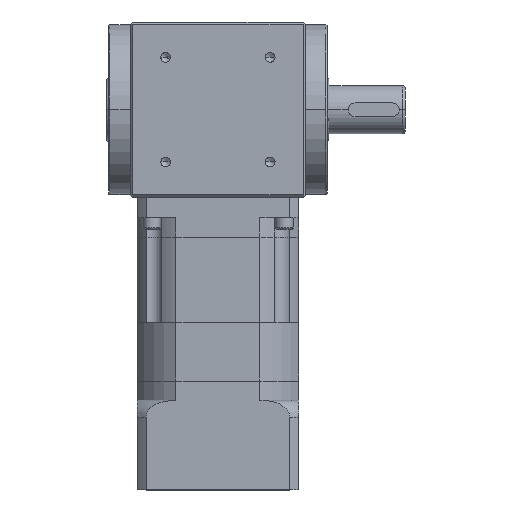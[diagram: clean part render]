
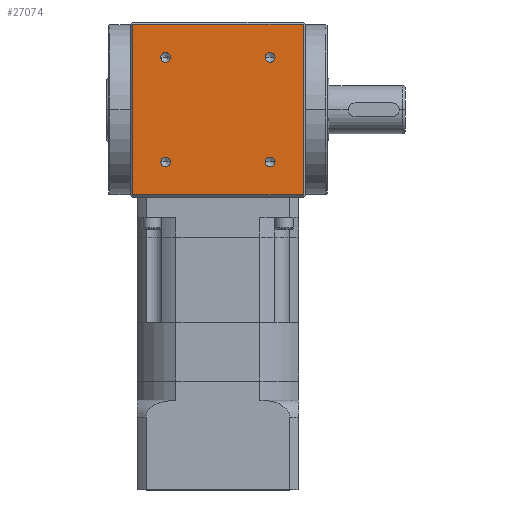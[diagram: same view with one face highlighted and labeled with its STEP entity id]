
A CAD part, top view. The second image highlights one B-rep face of the part: STEP entity #27074.
In plain terms, the highlighted planar face has unit normal (0, 0, 1).
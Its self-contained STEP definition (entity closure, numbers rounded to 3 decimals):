
#46 = EDGE_LOOP ( 'NONE', ( #8857, #5979, #20221, #14096 ) ) ;
#148 = EDGE_LOOP ( 'NONE', ( #10038, #20780 ) ) ;
#769 = LINE ( 'NONE', #17864, #22988 ) ;
#1024 = VERTEX_POINT ( 'NONE', #14232 ) ;
#1108 = CARTESIAN_POINT ( 'NONE',  ( -45.962, 231.788, 77. ) ) ;
#1291 = EDGE_CURVE ( 'NONE', #22356, #9317, #12604, .T. ) ;
#1508 = PLANE ( 'NONE',  #16233 ) ;
#1552 = EDGE_CURVE ( 'NONE', #3921, #6269, #5403, .T. ) ;
#1594 = DIRECTION ( 'NONE',  ( 0., 0., -1. ) ) ;
#2218 = CIRCLE ( 'NONE', #22832, 4.25 ) ;
#2499 = EDGE_CURVE ( 'NONE', #8209, #1024, #10908, .T. ) ;
#2741 = CARTESIAN_POINT ( 'NONE',  ( 45.962, 231.788, 77. ) ) ;
#3327 = FACE_BOUND ( 'NONE', #7707, .T. ) ;
#3372 = AXIS2_PLACEMENT_3D ( 'NONE', #24056, #11526, #26172 ) ;
#3789 = CIRCLE ( 'NONE', #3372, 4.25 ) ;
#3921 = VERTEX_POINT ( 'NONE', #8855 ) ;
#4597 = EDGE_CURVE ( 'NONE', #6269, #3921, #2218, .T. ) ;
#4829 = DIRECTION ( 'NONE',  ( 0., 0., 1. ) ) ;
#5375 = DIRECTION ( 'NONE',  ( 0., -1., 0. ) ) ;
#5403 = CIRCLE ( 'NONE', #20812, 4.25 ) ;
#5582 = VERTEX_POINT ( 'NONE', #20291 ) ;
#5597 = CARTESIAN_POINT ( 'NONE',  ( 74.872, 207., 77. ) ) ;
#5621 = VERTEX_POINT ( 'NONE', #14192 ) ;
#5916 = DIRECTION ( 'NONE',  ( 0., 0., 1. ) ) ;
#5979 = ORIENTED_EDGE ( 'NONE', *, *, #25263, .F. ) ;
#6269 = VERTEX_POINT ( 'NONE', #6321 ) ;
#6321 = CARTESIAN_POINT ( 'NONE',  ( 45.962, 332.212, 77. ) ) ;
#6430 = CARTESIAN_POINT ( 'NONE',  ( 45.962, 327.962, 77. ) ) ;
#6682 = LINE ( 'NONE', #17851, #11562 ) ;
#7198 = DIRECTION ( 'NONE',  ( 0., 0., 1. ) ) ;
#7211 = DIRECTION ( 'NONE',  ( 0., 1., 0. ) ) ;
#7393 = EDGE_CURVE ( 'NONE', #9317, #22356, #10739, .T. ) ;
#7451 = DIRECTION ( 'NONE',  ( -1., 0., 0. ) ) ;
#7464 = DIRECTION ( 'NONE',  ( 0., 0., 1. ) ) ;
#7640 = ORIENTED_EDGE ( 'NONE', *, *, #7393, .F. ) ;
#7707 = EDGE_LOOP ( 'NONE', ( #22847, #11250 ) ) ;
#8209 = VERTEX_POINT ( 'NONE', #1108 ) ;
#8229 = FACE_OUTER_BOUND ( 'NONE', #46, .T. ) ;
#8500 = DIRECTION ( 'NONE',  ( 0., -1., 0. ) ) ;
#8501 = CARTESIAN_POINT ( 'NONE',  ( -45.962, 327.962, 77. ) ) ;
#8731 = CARTESIAN_POINT ( 'NONE',  ( -74.872, 207., 77. ) ) ;
#8855 = CARTESIAN_POINT ( 'NONE',  ( 45.962, 323.712, 77. ) ) ;
#8857 = ORIENTED_EDGE ( 'NONE', *, *, #18064, .F. ) ;
#9317 = VERTEX_POINT ( 'NONE', #25905 ) ;
#9512 = DIRECTION ( 'NONE',  ( 1., 0., 0. ) ) ;
#9541 = LINE ( 'NONE', #17609, #18167 ) ;
#9916 = VECTOR ( 'NONE', #9512, 1000. ) ;
#10038 = ORIENTED_EDGE ( 'NONE', *, *, #2499, .F. ) ;
#10433 = EDGE_CURVE ( 'NONE', #21010, #26263, #6682, .T. ) ;
#10610 = DIRECTION ( 'NONE',  ( 0., -1., 0. ) ) ;
#10739 = CIRCLE ( 'NONE', #15003, 4.25 ) ;
#10908 = CIRCLE ( 'NONE', #16846, 4.25 ) ;
#11200 = ORIENTED_EDGE ( 'NONE', *, *, #17990, .F. ) ;
#11250 = ORIENTED_EDGE ( 'NONE', *, *, #4597, .F. ) ;
#11526 = DIRECTION ( 'NONE',  ( 0., 0., 1. ) ) ;
#11530 = CIRCLE ( 'NONE', #25461, 4.25 ) ;
#11562 = VECTOR ( 'NONE', #7451, 1000. ) ;
#11946 = EDGE_LOOP ( 'NONE', ( #24865, #11200 ) ) ;
#11947 = VERTEX_POINT ( 'NONE', #2741 ) ;
#12295 = CARTESIAN_POINT ( 'NONE',  ( 45.962, 327.962, 77. ) ) ;
#12604 = CIRCLE ( 'NONE', #18542, 4.25 ) ;
#13623 = CARTESIAN_POINT ( 'NONE',  ( -95., 357., 77. ) ) ;
#13780 = FACE_BOUND ( 'NONE', #18354, .T. ) ;
#14096 = ORIENTED_EDGE ( 'NONE', *, *, #10433, .F. ) ;
#14122 = CARTESIAN_POINT ( 'NONE',  ( -95., 359., 77. ) ) ;
#14192 = CARTESIAN_POINT ( 'NONE',  ( 74.872, 357., 77. ) ) ;
#14232 = CARTESIAN_POINT ( 'NONE',  ( -45.962, 240.288, 77. ) ) ;
#14355 = DIRECTION ( 'NONE',  ( 0., -1., 0. ) ) ;
#14433 = FACE_BOUND ( 'NONE', #11946, .T. ) ;
#15003 = AXIS2_PLACEMENT_3D ( 'NONE', #8501, #23129, #10610 ) ;
#15143 = CIRCLE ( 'NONE', #21796, 4.25 ) ;
#15676 = CARTESIAN_POINT ( 'NONE',  ( -74.872, 357., 77. ) ) ;
#15855 = ORIENTED_EDGE ( 'NONE', *, *, #1291, .F. ) ;
#16156 = LINE ( 'NONE', #13623, #9916 ) ;
#16233 = AXIS2_PLACEMENT_3D ( 'NONE', #14122, #1594, #16234 ) ;
#16234 = DIRECTION ( 'NONE',  ( 0., 1., 0. ) ) ;
#16714 = EDGE_CURVE ( 'NONE', #11947, #5582, #3789, .T. ) ;
#16846 = AXIS2_PLACEMENT_3D ( 'NONE', #19941, #7464, #22080 ) ;
#17331 = CARTESIAN_POINT ( 'NONE',  ( -45.962, 327.962, 77. ) ) ;
#17609 = CARTESIAN_POINT ( 'NONE',  ( -74.872, 0., 77. ) ) ;
#17851 = CARTESIAN_POINT ( 'NONE',  ( -95., 207., 77. ) ) ;
#17864 = CARTESIAN_POINT ( 'NONE',  ( 74.872, 0., 77. ) ) ;
#17990 = EDGE_CURVE ( 'NONE', #5582, #11947, #15143, .T. ) ;
#18064 = EDGE_CURVE ( 'NONE', #5621, #21010, #769, .T. ) ;
#18167 = VECTOR ( 'NONE', #7211, 1000. ) ;
#18199 = EDGE_CURVE ( 'NONE', #1024, #8209, #11530, .T. ) ;
#18354 = EDGE_LOOP ( 'NONE', ( #7640, #15855 ) ) ;
#18392 = CARTESIAN_POINT ( 'NONE',  ( -45.962, 236.038, 77. ) ) ;
#18542 = AXIS2_PLACEMENT_3D ( 'NONE', #17331, #4829, #19427 ) ;
#19338 = FACE_BOUND ( 'NONE', #148, .T. ) ;
#19427 = DIRECTION ( 'NONE',  ( 0., -1., 0. ) ) ;
#19684 = CARTESIAN_POINT ( 'NONE',  ( 45.962, 236.038, 77. ) ) ;
#19941 = CARTESIAN_POINT ( 'NONE',  ( -45.962, 236.038, 77. ) ) ;
#20221 = ORIENTED_EDGE ( 'NONE', *, *, #26900, .F. ) ;
#20291 = CARTESIAN_POINT ( 'NONE',  ( 45.962, 240.288, 77. ) ) ;
#20483 = DIRECTION ( 'NONE',  ( 0., -1., 0. ) ) ;
#20780 = ORIENTED_EDGE ( 'NONE', *, *, #18199, .F. ) ;
#20812 = AXIS2_PLACEMENT_3D ( 'NONE', #6430, #21002, #8500 ) ;
#21002 = DIRECTION ( 'NONE',  ( 0., 0., 1. ) ) ;
#21010 = VERTEX_POINT ( 'NONE', #5597 ) ;
#21796 = AXIS2_PLACEMENT_3D ( 'NONE', #19684, #7198, #21813 ) ;
#21813 = DIRECTION ( 'NONE',  ( 0., -1., 0. ) ) ;
#22080 = DIRECTION ( 'NONE',  ( 0., -1., 0. ) ) ;
#22356 = VERTEX_POINT ( 'NONE', #22942 ) ;
#22832 = AXIS2_PLACEMENT_3D ( 'NONE', #12295, #26936, #14355 ) ;
#22847 = ORIENTED_EDGE ( 'NONE', *, *, #1552, .F. ) ;
#22942 = CARTESIAN_POINT ( 'NONE',  ( -45.962, 332.212, 77. ) ) ;
#22988 = VECTOR ( 'NONE', #5375, 1000. ) ;
#23129 = DIRECTION ( 'NONE',  ( 0., 0., 1. ) ) ;
#24056 = CARTESIAN_POINT ( 'NONE',  ( 45.962, 236.038, 77. ) ) ;
#24865 = ORIENTED_EDGE ( 'NONE', *, *, #16714, .F. ) ;
#25263 = EDGE_CURVE ( 'NONE', #26448, #5621, #16156, .T. ) ;
#25461 = AXIS2_PLACEMENT_3D ( 'NONE', #18392, #5916, #20483 ) ;
#25905 = CARTESIAN_POINT ( 'NONE',  ( -45.962, 323.712, 77. ) ) ;
#26172 = DIRECTION ( 'NONE',  ( 0., -1., 0. ) ) ;
#26263 = VERTEX_POINT ( 'NONE', #8731 ) ;
#26448 = VERTEX_POINT ( 'NONE', #15676 ) ;
#26900 = EDGE_CURVE ( 'NONE', #26263, #26448, #9541, .T. ) ;
#26936 = DIRECTION ( 'NONE',  ( 0., 0., 1. ) ) ;
#27074 = ADVANCED_FACE ( 'NONE', ( #13780, #3327, #14433, #19338, #8229 ), #1508, .F. ) ;
